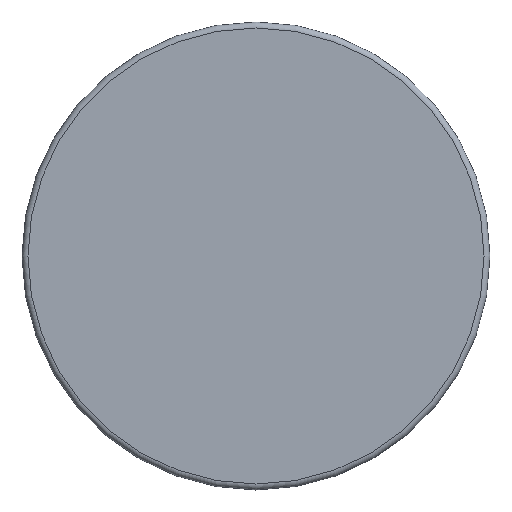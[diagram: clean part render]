
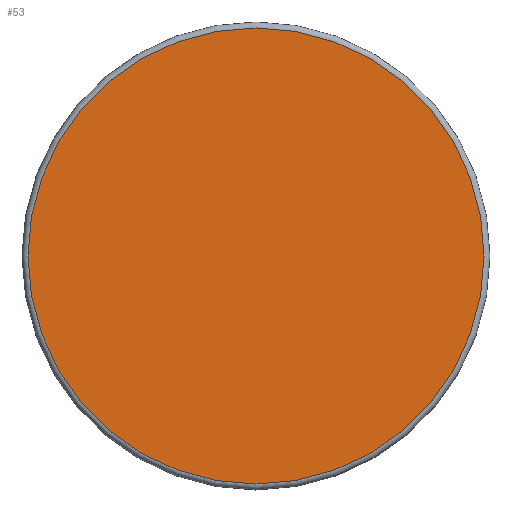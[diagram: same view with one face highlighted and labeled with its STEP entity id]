
A CAD part, left-side view. The second image highlights one B-rep face of the part: STEP entity #53.
In plain terms, the highlighted planar face has unit normal (-1, 0, 0).
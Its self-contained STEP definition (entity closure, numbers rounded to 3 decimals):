
#53=ADVANCED_FACE('',(#157),#159,.T.);
#157=FACE_BOUND('',#158,.T.);
#158=EDGE_LOOP('',(#833));
#159=PLANE('',#160);
#160=AXIS2_PLACEMENT_3D('',#161,#162,#163);
#161=CARTESIAN_POINT('',(-23.,0.,0.));
#162=DIRECTION('',(-1.,0.,0.));
#163=DIRECTION('',(0.,0.,-1.));
#833=ORIENTED_EDGE('',*,*,#3341,.T.);
#3341=EDGE_CURVE('',#3635,#3635,#3636,.T.);
#3635=VERTEX_POINT('',#4127);
#3636=CIRCLE('',#4128,19.134);
#4127=CARTESIAN_POINT('',(-23.,0.,19.134));
#4128=AXIS2_PLACEMENT_3D('',#4129,#4130,#4131);
#4129=CARTESIAN_POINT('',(-23.,0.,0.));
#4130=DIRECTION('',(-1.,0.,0.));
#4131=DIRECTION('',(0.,0.,1.));
